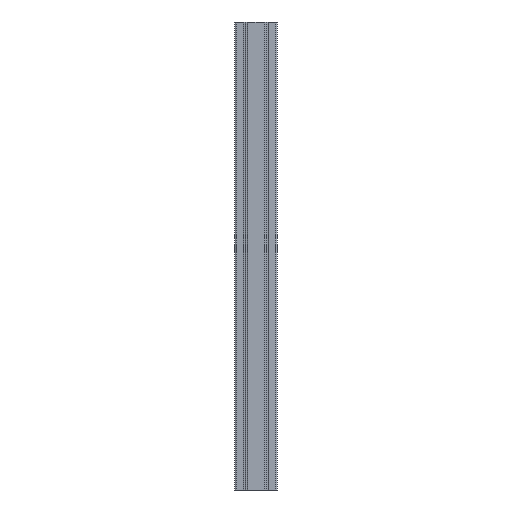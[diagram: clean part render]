
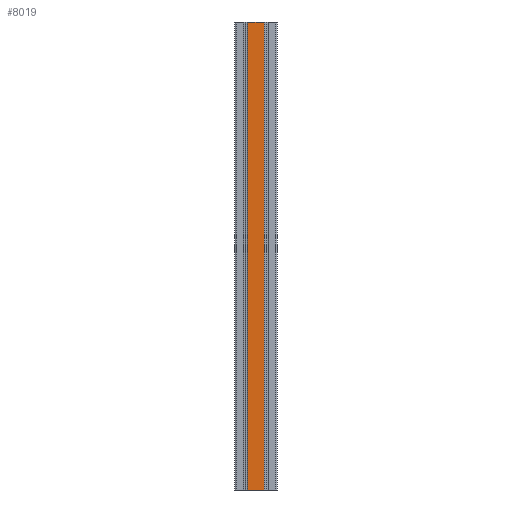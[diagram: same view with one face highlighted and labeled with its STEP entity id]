
A CAD part, front view. The second image highlights one B-rep face of the part: STEP entity #8019.
In plain terms, the highlighted planar face has unit normal (0, -1, 0).
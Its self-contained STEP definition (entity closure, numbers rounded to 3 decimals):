
#110=PLANE('',#8646);
#425=FACE_OUTER_BOUND('',#835,.T.);
#835=EDGE_LOOP('',(#5865,#5866,#5867,#5868));
#1405=LINE('',#12489,#2245);
#1406=LINE('',#12492,#2246);
#1407=LINE('',#12494,#2247);
#1408=LINE('',#12495,#2248);
#2245=VECTOR('',#10090,10.);
#2246=VECTOR('',#10093,10.);
#2247=VECTOR('',#10094,10.);
#2248=VECTOR('',#10095,10.);
#3501=VERTEX_POINT('',#12485);
#3502=VERTEX_POINT('',#12487);
#3503=VERTEX_POINT('',#12491);
#3504=VERTEX_POINT('',#12493);
#4479=EDGE_CURVE('',#3501,#3502,#1405,.T.);
#4480=EDGE_CURVE('',#3501,#3503,#1406,.T.);
#4481=EDGE_CURVE('',#3504,#3502,#1407,.T.);
#4482=EDGE_CURVE('',#3503,#3504,#1408,.T.);
#5865=ORIENTED_EDGE('',*,*,#4480,.F.);
#5866=ORIENTED_EDGE('',*,*,#4479,.T.);
#5867=ORIENTED_EDGE('',*,*,#4481,.F.);
#5868=ORIENTED_EDGE('',*,*,#4482,.F.);
#8019=ADVANCED_FACE('',(#425),#110,.T.);
#8646=AXIS2_PLACEMENT_3D('',#12490,#10091,#10092);
#10090=DIRECTION('',(0.,0.,1.));
#10091=DIRECTION('center_axis',(0.,-1.,0.));
#10092=DIRECTION('ref_axis',(1.,0.,0.));
#10093=DIRECTION('',(-1.,0.,0.));
#10094=DIRECTION('',(1.,0.,0.));
#10095=DIRECTION('',(0.,0.,1.));
#12485=CARTESIAN_POINT('',(17.85,-90.,0.));
#12487=CARTESIAN_POINT('',(17.85,-90.,1000.));
#12489=CARTESIAN_POINT('',(17.85,-90.,0.));
#12490=CARTESIAN_POINT('Origin',(-17.85,-90.,0.));
#12491=CARTESIAN_POINT('',(-17.85,-90.,0.));
#12492=CARTESIAN_POINT('',(17.85,-90.,0.));
#12493=CARTESIAN_POINT('',(-17.85,-90.,1000.));
#12494=CARTESIAN_POINT('',(17.85,-90.,1000.));
#12495=CARTESIAN_POINT('',(-17.85,-90.,0.));
